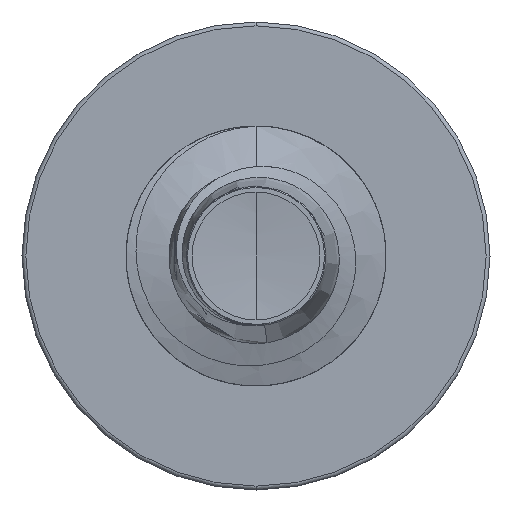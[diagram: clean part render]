
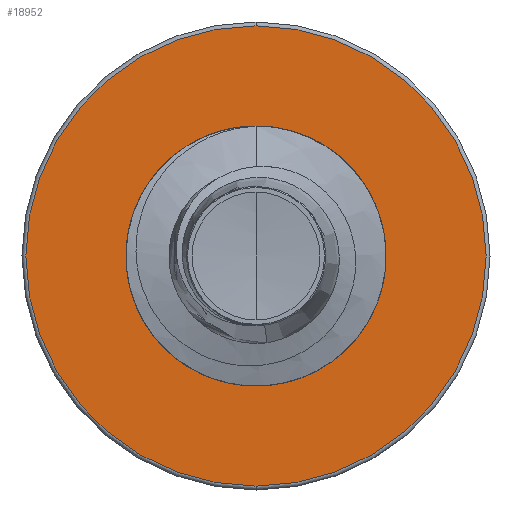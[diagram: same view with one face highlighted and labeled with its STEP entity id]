
A CAD part, front view. The second image highlights one B-rep face of the part: STEP entity #18952.
In plain terms, the highlighted planar face has unit normal (0, -1, 0).
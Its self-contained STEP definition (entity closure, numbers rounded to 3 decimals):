
#918 = DIRECTION ( 'NONE',  ( 0., 1., 0. ) ) ;
#2271 = AXIS2_PLACEMENT_3D ( 'NONE', #7393, #7368, #11199 ) ;
#3823 = AXIS2_PLACEMENT_3D ( 'NONE', #14171, #918, #16153 ) ;
#3860 = EDGE_CURVE ( 'NONE', #8968, #24509, #23305, .T. ) ;
#4642 = AXIS2_PLACEMENT_3D ( 'NONE', #8687, #22177, #10877 ) ;
#5183 = CIRCLE ( 'NONE', #3823, 5.31 ) ;
#5636 = AXIS2_PLACEMENT_3D ( 'NONE', #10474, #23530, #12641 ) ;
#6136 = CARTESIAN_POINT ( 'NONE',  ( 0., 25., -2.842 ) ) ;
#7368 = DIRECTION ( 'NONE',  ( 0., 1., 0. ) ) ;
#7393 = CARTESIAN_POINT ( 'NONE',  ( 0., 25., 0. ) ) ;
#7989 = CIRCLE ( 'NONE', #4642, 2.842 ) ;
#8087 = AXIS2_PLACEMENT_3D ( 'NONE', #22533, #24262, #13522 ) ;
#8687 = CARTESIAN_POINT ( 'NONE',  ( 0., 25., 0. ) ) ;
#8968 = VERTEX_POINT ( 'NONE', #17252 ) ;
#10474 = CARTESIAN_POINT ( 'NONE',  ( 0., 25., 0. ) ) ;
#10877 = DIRECTION ( 'NONE',  ( 0., 0., 1. ) ) ;
#11199 = DIRECTION ( 'NONE',  ( 0., 0., 1. ) ) ;
#11431 = PLANE ( 'NONE',  #8087 ) ;
#12641 = DIRECTION ( 'NONE',  ( 0., 0., 1. ) ) ;
#13147 = VERTEX_POINT ( 'NONE', #6136 ) ;
#13522 = DIRECTION ( 'NONE',  ( 0., 0., 1. ) ) ;
#13855 = EDGE_LOOP ( 'NONE', ( #25483, #16965 ) ) ;
#14018 = ORIENTED_EDGE ( 'NONE', *, *, #3860, .F. ) ;
#14171 = CARTESIAN_POINT ( 'NONE',  ( 0., 25., 0. ) ) ;
#16153 = DIRECTION ( 'NONE',  ( 0., 0., 1. ) ) ;
#16441 = FACE_BOUND ( 'NONE', #13855, .T. ) ;
#16965 = ORIENTED_EDGE ( 'NONE', *, *, #20332, .T. ) ;
#17252 = CARTESIAN_POINT ( 'NONE',  ( 0., 25., 5.31 ) ) ;
#18546 = ORIENTED_EDGE ( 'NONE', *, *, #22332, .F. ) ;
#18748 = CARTESIAN_POINT ( 'NONE',  ( 0., 25., -5.31 ) ) ;
#18952 = ADVANCED_FACE ( 'NONE', ( #25593, #16441 ), #11431, .F. ) ;
#19088 = CARTESIAN_POINT ( 'NONE',  ( 0., 25., 2.842 ) ) ;
#20332 = EDGE_CURVE ( 'NONE', #13147, #20726, #22492, .T. ) ;
#20726 = VERTEX_POINT ( 'NONE', #19088 ) ;
#21070 = EDGE_LOOP ( 'NONE', ( #14018, #18546 ) ) ;
#21864 = EDGE_CURVE ( 'NONE', #20726, #13147, #7989, .T. ) ;
#22177 = DIRECTION ( 'NONE',  ( 0., 1., 0. ) ) ;
#22332 = EDGE_CURVE ( 'NONE', #24509, #8968, #5183, .T. ) ;
#22492 = CIRCLE ( 'NONE', #5636, 2.842 ) ;
#22533 = CARTESIAN_POINT ( 'NONE',  ( 0., 25., -2.842 ) ) ;
#23305 = CIRCLE ( 'NONE', #2271, 5.31 ) ;
#23530 = DIRECTION ( 'NONE',  ( 0., 1., 0. ) ) ;
#24262 = DIRECTION ( 'NONE',  ( 0., 1., 0. ) ) ;
#24509 = VERTEX_POINT ( 'NONE', #18748 ) ;
#25483 = ORIENTED_EDGE ( 'NONE', *, *, #21864, .T. ) ;
#25593 = FACE_OUTER_BOUND ( 'NONE', #21070, .T. ) ;
